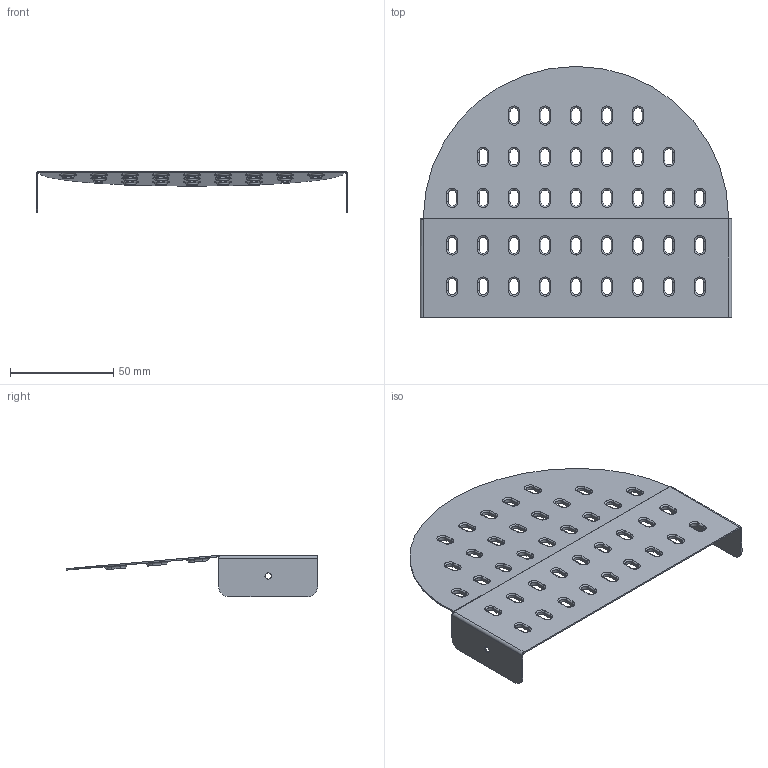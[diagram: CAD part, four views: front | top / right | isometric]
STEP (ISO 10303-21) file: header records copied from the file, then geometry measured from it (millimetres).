
FILE_DESCRIPTION(/* description */ ('Gavel VT Frånluft'),/* implementation_level */ '2;1');
FILE_NAME(/* name */ 'MT52603.stp',/* time_stamp */ '2016-02-04T06:19:59+01:00',/* author */ ('John'),/* organization */ (''),/* preprocessor_version */ 'ST-DEVELOPER v15.6',/* originating_system */ 'Autodesk Inventor 2015',/* authorisation */ '');
FILE_SCHEMA (('AUTOMOTIVE_DESIGN { 1 0 10303 214 3 1 1 }'));
Length unit declared in the file: millimetre
Products named in the file (1): MT52603
Bounding box: 150.8 x 121.75 x 20 mm (x, y, z)
Volume: 12903.8 mm3; surface area: 35803.6 mm2
Topology: 1 solids, 1 shells, 554 faces, 1364 edges, 849 vertices
Faces by surface type: cylinder 247, torus 156, plane 150, bspline 1
Full cylindrical faces by diameter (mm): 3 x2
Entity records: 16827 total; most frequent: DIRECTION 3199, CARTESIAN_POINT 2933, ORIENTED_EDGE 2722, EDGE_CURVE 1361, AXIS2_PLACEMENT_3D 1286, VERTEX_POINT 848, CIRCLE 732, EDGE_LOOP 677
